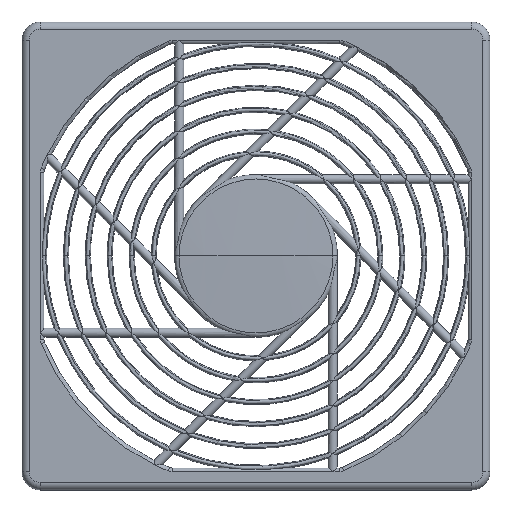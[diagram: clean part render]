
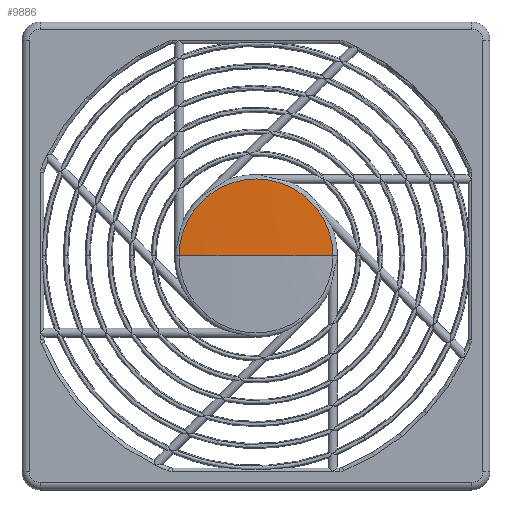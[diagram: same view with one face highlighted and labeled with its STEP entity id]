
A CAD part, top view. The second image highlights one B-rep face of the part: STEP entity #9886.
In plain terms, the highlighted spherical face has radius 442.5 mm.
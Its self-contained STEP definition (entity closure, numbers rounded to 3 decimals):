
#434=CARTESIAN_POINT('',(21.059,0.,6.249));
#435=VERTEX_POINT('',#434);
#443=CARTESIAN_POINT('',(-21.059,0.,6.249));
#444=VERTEX_POINT('',#443);
#7857=CARTESIAN_POINT('',(0.,21.059,6.249));
#7858=VERTEX_POINT('',#7857);
#7859=CARTESIAN_POINT('',(0.,0.,6.249));
#7860=DIRECTION('',(0.0,0.0,-1.0));
#7861=DIRECTION('',(0.0,1.0,0.0));
#7862=AXIS2_PLACEMENT_3D('',#7859,#7860,#7861);
#7863=CIRCLE('',#7862,21.059);
#7864=EDGE_CURVE('',#444,#7858,#7863,.T.);
#7866=CARTESIAN_POINT('',(0.,0.,6.249));
#7867=DIRECTION('',(0.0,0.0,-1.0));
#7868=DIRECTION('',(0.0,1.0,0.0));
#7869=AXIS2_PLACEMENT_3D('',#7866,#7867,#7868);
#7870=CIRCLE('',#7869,21.059);
#7871=EDGE_CURVE('',#7858,#435,#7870,.T.);
#9861=CARTESIAN_POINT('',(0.,0.,-435.75));
#9862=DIRECTION('',(0.0,0.0,1.0));
#9863=DIRECTION('',(1.0,0.0,0.0));
#9864=AXIS2_PLACEMENT_3D('',#9861,#9862,#9863);
#9865=SPHERICAL_SURFACE('',#9864,442.5);
#9866=CARTESIAN_POINT('',(0.,0.,6.75));
#9867=VERTEX_POINT('',#9866);
#9868=CARTESIAN_POINT('',(0.,0.,-435.75));
#9869=DIRECTION('',(0.0,-1.0,0.0));
#9870=DIRECTION('',(0.0,0.0,1.0));
#9871=AXIS2_PLACEMENT_3D('',#9868,#9869,#9870);
#9872=CIRCLE('',#9871,442.5);
#9873=EDGE_CURVE('',#9867,#444,#9872,.T.);
#9874=ORIENTED_EDGE('',*,*,#9873,.F.);
#9875=CARTESIAN_POINT('',(0.,0.,-435.75));
#9876=DIRECTION('',(0.0,-1.0,0.0));
#9877=DIRECTION('',(0.0,0.0,1.0));
#9878=AXIS2_PLACEMENT_3D('',#9875,#9876,#9877);
#9879=CIRCLE('',#9878,442.5);
#9880=EDGE_CURVE('',#435,#9867,#9879,.T.);
#9881=ORIENTED_EDGE('',*,*,#9880,.F.);
#9882=ORIENTED_EDGE('',*,*,#7871,.F.);
#9883=ORIENTED_EDGE('',*,*,#7864,.F.);
#9884=EDGE_LOOP('',(#9874,#9881,#9882,#9883));
#9885=FACE_OUTER_BOUND('',#9884,.T.);
#9886=ADVANCED_FACE('',(#9885),#9865,.T.);
